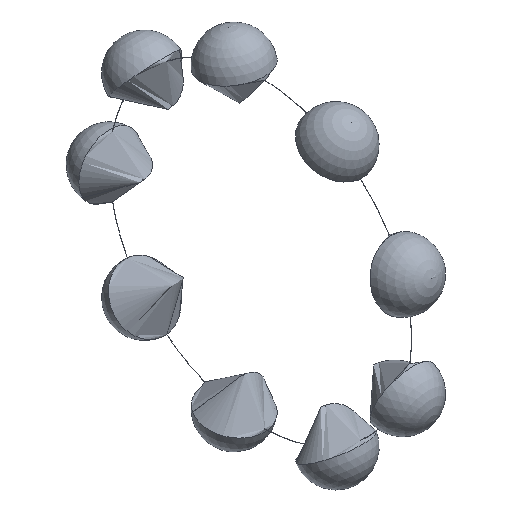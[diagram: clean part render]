
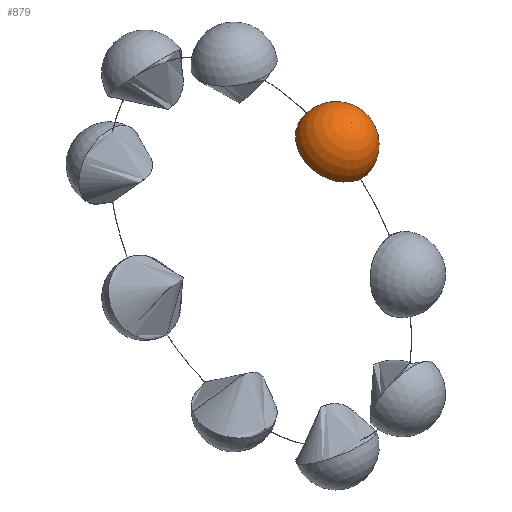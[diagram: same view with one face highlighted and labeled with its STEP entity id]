
A CAD part, isometric view. The second image highlights one B-rep face of the part: STEP entity #879.
In plain terms, the highlighted spherical face has radius 2.381 mm.
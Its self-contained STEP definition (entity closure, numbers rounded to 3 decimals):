
#154 = EDGE_CURVE ( 'NONE', #859, #1140, #411, .T. ) ;
#184 = AXIS2_PLACEMENT_3D ( 'NONE', #192, #1103, #544 ) ;
#189 = ORIENTED_EDGE ( 'NONE', *, *, #437, .T. ) ;
#192 = CARTESIAN_POINT ( 'NONE',  ( 4.5, -5.875, 10.176 ) ) ;
#194 = CARTESIAN_POINT ( 'NONE',  ( 4.5, -5.875, 10.176 ) ) ;
#199 = DIRECTION ( 'NONE',  ( 0., -0.866, -0.5 ) ) ;
#252 = DIRECTION ( 'NONE',  ( 0., -0.5, 0.866 ) ) ;
#296 = AXIS2_PLACEMENT_3D ( 'NONE', #880, #252, #528 ) ;
#340 = SPHERICAL_SURFACE ( 'NONE', #296, 2.381 ) ;
#411 = CIRCLE ( 'NONE', #184, 2.381 ) ;
#437 = EDGE_CURVE ( 'NONE', #859, #1140, #672, .T. ) ;
#528 = DIRECTION ( 'NONE',  ( 1., 0., 0. ) ) ;
#544 = DIRECTION ( 'NONE',  ( 0., 0.866, 0.5 ) ) ;
#580 = EDGE_LOOP ( 'NONE', ( #616, #189 ) ) ;
#615 = FACE_OUTER_BOUND ( 'NONE', #580, .T. ) ;
#616 = ORIENTED_EDGE ( 'NONE', *, *, #154, .F. ) ;
#672 = CIRCLE ( 'NONE', #890, 2.381 ) ;
#846 = DIRECTION ( 'NONE',  ( 0., -0.5, 0.866 ) ) ;
#859 = VERTEX_POINT ( 'NONE', #1154 ) ;
#879 = ADVANCED_FACE ( 'NONE', ( #615 ), #340, .T. ) ;
#880 = CARTESIAN_POINT ( 'NONE',  ( 4.5, -5.875, 10.176 ) ) ;
#890 = AXIS2_PLACEMENT_3D ( 'NONE', #194, #846, #199 ) ;
#931 = CARTESIAN_POINT ( 'NONE',  ( 4.5, -7.937, 8.985 ) ) ;
#1103 = DIRECTION ( 'NONE',  ( 0., 0.5, -0.866 ) ) ;
#1140 = VERTEX_POINT ( 'NONE', #931 ) ;
#1154 = CARTESIAN_POINT ( 'NONE',  ( 4.5, -3.813, 11.366 ) ) ;
